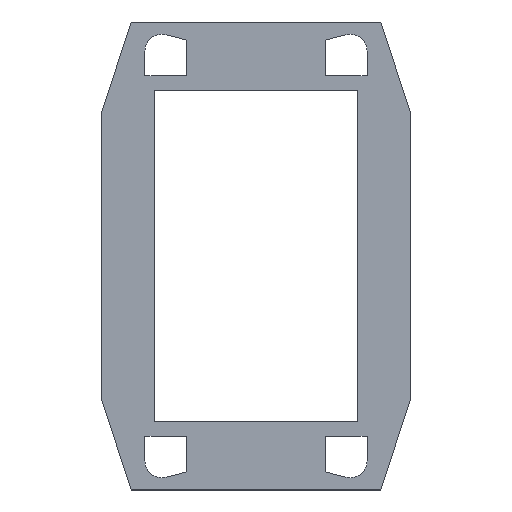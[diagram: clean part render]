
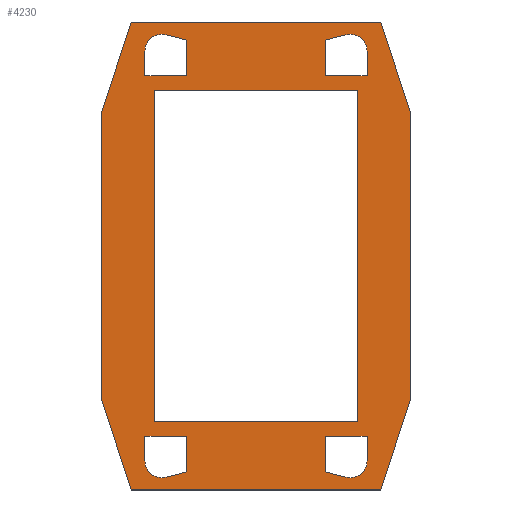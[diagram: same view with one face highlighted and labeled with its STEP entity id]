
A CAD part, top view. The second image highlights one B-rep face of the part: STEP entity #4230.
In plain terms, the highlighted planar face has unit normal (0, 0, 1).
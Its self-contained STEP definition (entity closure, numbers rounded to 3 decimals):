
#200=CARTESIAN_POINT('',(24.993,34.347,-2.));
#210=VERTEX_POINT('',#200);
#240=CARTESIAN_POINT('',(0.,34.347,-2.));
#250=DIRECTION('',(1.,0.,0.));
#260=VECTOR('',#250,1.);
#270=LINE('',#240,#260);
#280=CARTESIAN_POINT('',(17.89,34.347,-2.));
#290=VERTEX_POINT('',#280);
#300=EDGE_CURVE('',#290,#210,#270,.T.);
#670=CARTESIAN_POINT('',(24.993,-27.647,-2.));
#680=VERTEX_POINT('',#670);
#710=CARTESIAN_POINT('',(24.993,0.,-2.));
#720=DIRECTION('',(0.,1.,0.));
#730=VECTOR('',#720,1.);
#740=LINE('',#710,#730);
#750=CARTESIAN_POINT('',(24.993,-33.784,-2.));
#760=VERTEX_POINT('',#750);
#770=EDGE_CURVE('',#760,#680,#740,.T.);
#1140=CARTESIAN_POINT('',(21.541,41.409,-2.));
#1150=VERTEX_POINT('',#1140);
#1180=CARTESIAN_POINT('',(0.,47.181,-2.));
#1190=DIRECTION('',(-0.966,0.259,0.));
#1200=VECTOR('',#1190,1.);
#1210=LINE('',#1180,#1200);
#1220=CARTESIAN_POINT('',(24.993,40.484,-2.));
#1230=VERTEX_POINT('',#1220);
#1240=EDGE_CURVE('',#1230,#1150,#1210,.T.);
#1470=CARTESIAN_POINT('',(0.,43.6,-2.));
#1480=DIRECTION('',(1.,0.,0.));
#1490=VECTOR('',#1480,1.);
#1500=LINE('',#1470,#1490);
#1510=CARTESIAN_POINT('',(15.498,43.6,-2.));
#1520=VERTEX_POINT('',#1510);
#1530=CARTESIAN_POINT('',(58.482,43.6,-2.));
#1540=VERTEX_POINT('',#1530);
#1550=EDGE_CURVE('',#1520,#1540,#1500,.T.);
#1820=CARTESIAN_POINT('',(68.8,-42.912,-2.));
#1830=DIRECTION('',(0.,0.,-1.));
#1840=DIRECTION('',(0.,1.,0.));
#1850=AXIS2_PLACEMENT_3D('',#1820,#1830,#1840);
#1860=PLANE('',#1850);
#1870=CARTESIAN_POINT('',(20.79,-31.907,-2.));
#1880=DIRECTION('',(0.,0.,1.));
#1890=DIRECTION('',(1.,0.,0.));
#1900=AXIS2_PLACEMENT_3D('',#1870,#1880,#1890);
#1910=CIRCLE('',#1900,2.9);
#1920=CARTESIAN_POINT('',(17.89,-31.907,-2.));
#1930=VERTEX_POINT('',#1920);
#1940=CARTESIAN_POINT('',(21.541,-34.709,-2.));
#1950=VERTEX_POINT('',#1940);
#1960=EDGE_CURVE('',#1930,#1950,#1910,.T.);
#1970=ORIENTED_EDGE('',*,*,#1960,.F.);
#1980=CARTESIAN_POINT('',(0.,-40.48,-2.));
#1990=DIRECTION('',(0.966,0.259,0.));
#2000=VECTOR('',#1990,1.);
#2010=LINE('',#1980,#2000);
#2020=EDGE_CURVE('',#1950,#760,#2010,.T.);
#2030=ORIENTED_EDGE('',*,*,#2020,.F.);
#2040=ORIENTED_EDGE('',*,*,#770,.F.);
#2050=CARTESIAN_POINT('',(0.,-27.647,-2.));
#2060=DIRECTION('',(-1.,0.,0.));
#2070=VECTOR('',#2060,1.);
#2080=LINE('',#2050,#2070);
#2090=CARTESIAN_POINT('',(17.89,-27.647,-2.));
#2100=VERTEX_POINT('',#2090);
#2110=EDGE_CURVE('',#680,#2100,#2080,.T.);
#2120=ORIENTED_EDGE('',*,*,#2110,.F.);
#2130=CARTESIAN_POINT('',(17.89,0.,-2.));
#2140=DIRECTION('',(0.,-1.,0.));
#2150=VECTOR('',#2140,1.);
#2160=LINE('',#2130,#2150);
#2170=EDGE_CURVE('',#2100,#1930,#2160,.T.);
#2180=ORIENTED_EDGE('',*,*,#2170,.F.);
#2190=EDGE_LOOP('',(#2180,#2120,#2040,#2030,#1970));
#2200=FACE_BOUND('',#2190,.T.);
#2210=ORIENTED_EDGE('',*,*,#300,.F.);
#2220=CARTESIAN_POINT('',(24.993,0.,-2.));
#2230=DIRECTION('',(0.,1.,0.));
#2240=VECTOR('',#2230,1.);
#2250=LINE('',#2220,#2240);
#2260=EDGE_CURVE('',#210,#1230,#2250,.T.);
#2270=ORIENTED_EDGE('',*,*,#2260,.F.);
#2280=ORIENTED_EDGE('',*,*,#1240,.F.);
#2290=CARTESIAN_POINT('',(20.79,38.608,
-2.));
#2300=DIRECTION('',(0.,0.,-1.));
#2310=DIRECTION('',(-1.,0.,0.));
#2320=AXIS2_PLACEMENT_3D('',#2290,#2300,#2310);
#2330=CIRCLE('',#2320,2.9);
#2340=CARTESIAN_POINT('',(17.89,38.608,-2.));
#2350=VERTEX_POINT('',#2340);
#2360=EDGE_CURVE('',#2350,#1150,#2330,.T.);
#2370=ORIENTED_EDGE('',*,*,#2360,.T.);
#2380=CARTESIAN_POINT('',(17.89,0.,-2.));
#2390=DIRECTION('',(0.,-1.,0.));
#2400=VECTOR('',#2390,1.);
#2410=LINE('',#2380,#2400);
#2420=EDGE_CURVE('',#2350,#290,#2410,.T.);
#2430=ORIENTED_EDGE('',*,*,#2420,.F.);
#2440=EDGE_LOOP('',(#2430,#2370,#2280,#2270,#2210));
#2450=FACE_BOUND('',#2440,.T.);
#2460=CARTESIAN_POINT('',(0.,-20.657,-2.));
#2470=DIRECTION('',(0.966,-0.259,0.));
#2480=VECTOR('',#2470,1.);
#2490=LINE('',#2460,#2480);
#2500=CARTESIAN_POINT('',(48.987,-33.784,-2.));
#2510=VERTEX_POINT('',#2500);
#2520=CARTESIAN_POINT('',(52.44,-34.709,-2.));
#2530=VERTEX_POINT('',#2520);
#2540=EDGE_CURVE('',#2510,#2530,#2490,.T.);
#2550=ORIENTED_EDGE('',*,*,#2540,.F.);
#2560=CARTESIAN_POINT('',(53.19,-31.907,
-2.));
#2570=DIRECTION('',(0.,0.,1.));
#2580=DIRECTION('',(1.,0.,0.));
#2590=AXIS2_PLACEMENT_3D('',#2560,#2570,#2580);
#2600=CIRCLE('',#2590,2.9);
#2610=CARTESIAN_POINT('',(56.09,-31.907,-2.));
#2620=VERTEX_POINT('',#2610);
#2630=EDGE_CURVE('',#2530,#2620,#2600,.T.);
#2640=ORIENTED_EDGE('',*,*,#2630,.F.);
#2650=CARTESIAN_POINT('',(56.09,0.,-2.));
#2660=DIRECTION('',(0.,1.,0.));
#2670=VECTOR('',#2660,1.);
#2680=LINE('',#2650,#2670);
#2690=CARTESIAN_POINT('',(56.09,-27.647,-2.));
#2700=VERTEX_POINT('',#2690);
#2710=EDGE_CURVE('',#2620,#2700,#2680,.T.);
#2720=ORIENTED_EDGE('',*,*,#2710,.F.);
#2730=CARTESIAN_POINT('',(0.,-27.647,-2.));
#2740=DIRECTION('',(-1.,0.,0.));
#2750=VECTOR('',#2740,1.);
#2760=LINE('',#2730,#2750);
#2770=CARTESIAN_POINT('',(48.987,-27.647,-2.));
#2780=VERTEX_POINT('',#2770);
#2790=EDGE_CURVE('',#2700,#2780,#2760,.T.);
#2800=ORIENTED_EDGE('',*,*,#2790,.F.);
#2810=CARTESIAN_POINT('',(48.987,0.,-2.));
#2820=DIRECTION('',(0.,-1.,0.));
#2830=VECTOR('',#2820,1.);
#2840=LINE('',#2810,#2830);
#2850=EDGE_CURVE('',#2780,#2510,#2840,.T.);
#2860=ORIENTED_EDGE('',*,*,#2850,.F.);
#2870=EDGE_LOOP('',(#2860,#2800,#2720,#2640,#2550));
#2880=FACE_BOUND('',#2870,.T.);
#2890=CARTESIAN_POINT('',(0.,-25.15,-2.));
#2900=DIRECTION('',(-1.,0.,0.));
#2910=VECTOR('',#2900,1.);
#2920=LINE('',#2890,#2910);
#2930=CARTESIAN_POINT('',(54.49,-25.15,-2.));
#2940=VERTEX_POINT('',#2930);
#2950=CARTESIAN_POINT('',(19.49,-25.15,-2.));
#2960=VERTEX_POINT('',#2950);
#2970=EDGE_CURVE('',#2940,#2960,#2920,.T.);
#2980=ORIENTED_EDGE('',*,*,#2970,.T.);
#2990=CARTESIAN_POINT('',(54.49,0.,-2.));
#3000=DIRECTION('',(0.,-1.,0.));
#3010=VECTOR('',#3000,1.);
#3020=LINE('',#2990,#3010);
#3030=CARTESIAN_POINT('',(54.49,31.85,-2.));
#3040=VERTEX_POINT('',#3030);
#3050=EDGE_CURVE('',#3040,#2940,#3020,.T.);
#3060=ORIENTED_EDGE('',*,*,#3050,.T.);
#3070=CARTESIAN_POINT('',(0.,31.85,-2.));
#3080=DIRECTION('',(1.,0.,0.));
#3090=VECTOR('',#3080,1.);
#3100=LINE('',#3070,#3090);
#3110=CARTESIAN_POINT('',(19.49,31.85,-2.));
#3120=VERTEX_POINT('',#3110);
#3130=EDGE_CURVE('',#3120,#3040,#3100,.T.);
#3140=ORIENTED_EDGE('',*,*,#3130,.T.);
#3150=CARTESIAN_POINT('',(19.49,0.,-2.));
#3160=DIRECTION('',(0.,1.,0.));
#3170=VECTOR('',#3160,1.);
#3180=LINE('',#3150,#3170);
#3190=EDGE_CURVE('',#2960,#3120,#3180,.T.);
#3200=ORIENTED_EDGE('',*,*,#3190,.T.);
#3210=EDGE_LOOP('',(#3200,#3140,#3060,#2980));
#3220=FACE_BOUND('',#3210,.T.);
#3230=CARTESIAN_POINT('',(56.09,0.,-2.));
#3240=DIRECTION('',(0.,1.,0.));
#3250=VECTOR('',#3240,1.);
#3260=LINE('',#3230,#3250);
#3270=CARTESIAN_POINT('',(56.09,34.347,-2.));
#3280=VERTEX_POINT('',#3270);
#3290=CARTESIAN_POINT('',(56.09,38.608,-2.));
#3300=VERTEX_POINT('',#3290);
#3310=EDGE_CURVE('',#3280,#3300,#3260,.T.);
#3320=ORIENTED_EDGE('',*,*,#3310,.F.);
#3330=CARTESIAN_POINT('',(53.19,38.608,-2.));
#3340=DIRECTION('',(0.,0.,1.));
#3350=DIRECTION('',(1.,0.,0.));
#3360=AXIS2_PLACEMENT_3D('',#3330,#3340,#3350);
#3370=CIRCLE('',#3360,2.9);
#3380=CARTESIAN_POINT('',(52.44,41.409,-2.));
#3390=VERTEX_POINT('',#3380);
#3400=EDGE_CURVE('',#3300,#3390,#3370,.T.);
#3410=ORIENTED_EDGE('',*,*,#3400,.F.);
#3420=CARTESIAN_POINT('',(0.,27.358,-2.));
#3430=DIRECTION('',(-0.966,-0.259,0.));
#3440=VECTOR('',#3430,1.);
#3450=LINE('',#3420,#3440);
#3460=CARTESIAN_POINT('',(48.987,40.484,-2.));
#3470=VERTEX_POINT('',#3460);
#3480=EDGE_CURVE('',#3390,#3470,#3450,.T.);
#3490=ORIENTED_EDGE('',*,*,#3480,.F.);
#3500=CARTESIAN_POINT('',(48.987,0.,-2.));
#3510=DIRECTION('',(0.,-1.,0.));
#3520=VECTOR('',#3510,1.);
#3530=LINE('',#3500,#3520);
#3540=CARTESIAN_POINT('',(48.987,34.347,-2.));
#3550=VERTEX_POINT('',#3540);
#3560=EDGE_CURVE('',#3470,#3550,#3530,.T.);
#3570=ORIENTED_EDGE('',*,*,#3560,.F.);
#3580=CARTESIAN_POINT('',(0.,34.347,-2.));
#3590=DIRECTION('',(1.,0.,0.));
#3600=VECTOR('',#3590,1.);
#3610=LINE('',#3580,#3600);
#3620=EDGE_CURVE('',#3550,#3280,#3610,.T.);
#3630=ORIENTED_EDGE('',*,*,#3620,.F.);
#3640=EDGE_LOOP('',(#3630,#3570,#3490,#3410,#3320));
#3650=FACE_BOUND('',#3640,.T.);
#3660=CARTESIAN_POINT('',(0.,-36.9,-2.));
#3670=DIRECTION('',(-1.,0.,0.));
#3680=VECTOR('',#3670,1.);
#3690=LINE('',#3660,#3680);
#3700=CARTESIAN_POINT('',(58.482,-36.9,-2.));
#3710=VERTEX_POINT('',#3700);
#3720=CARTESIAN_POINT('',(15.498,-36.9,-2.));
#3730=VERTEX_POINT('',#3720);
#3740=EDGE_CURVE('',#3710,#3730,#3690,.T.);
#3750=ORIENTED_EDGE('',*,*,#3740,.F.);
#3760=CARTESIAN_POINT('',(3.509,0.,-2.));
#3770=DIRECTION('',(0.309,-0.951,0.));
#3780=VECTOR('',#3770,1.);
#3790=LINE('',#3760,#3780);
#3800=CARTESIAN_POINT('',(10.49,-21.487,-2.));
#3810=VERTEX_POINT('',#3800);
#3820=EDGE_CURVE('',#3810,#3730,#3790,.T.);
#3830=ORIENTED_EDGE('',*,*,#3820,.T.);
#3840=CARTESIAN_POINT('',(10.49,0.,-2.));
#3850=DIRECTION('',(0.,-1.,0.));
#3860=VECTOR('',#3850,1.);
#3870=LINE('',#3840,#3860);
#3880=CARTESIAN_POINT('',(10.49,28.187,-2.));
#3890=VERTEX_POINT('',#3880);
#3900=EDGE_CURVE('',#3890,#3810,#3870,.T.);
#3910=ORIENTED_EDGE('',*,*,#3900,.T.);
#3920=CARTESIAN_POINT('',(1.332,0.,-2.));
#3930=DIRECTION('',(0.309,0.951,0.));
#3940=VECTOR('',#3930,1.);
#3950=LINE('',#3920,#3940);
#3960=EDGE_CURVE('',#3890,#1520,#3950,.T.);
#3970=ORIENTED_EDGE('',*,*,#3960,.F.);
#3980=ORIENTED_EDGE('',*,*,#1550,.F.);
#3990=CARTESIAN_POINT('',(72.649,0.,-2.));
#4000=DIRECTION('',(-0.309,0.951,0.));
#4010=VECTOR('',#4000,1.);
#4020=LINE('',#3990,#4010);
#4030=CARTESIAN_POINT('',(63.49,28.187,-2.));
#4040=VERTEX_POINT('',#4030);
#4050=EDGE_CURVE('',#4040,#1540,#4020,.T.);
#4060=ORIENTED_EDGE('',*,*,#4050,.T.);
#4070=CARTESIAN_POINT('',(63.49,0.,-2.));
#4080=DIRECTION('',(0.,-1.,0.));
#4090=VECTOR('',#4080,1.);
#4100=LINE('',#4070,#4090);
#4110=CARTESIAN_POINT('',(63.49,-21.487,-2.));
#4120=VERTEX_POINT('',#4110);
#4130=EDGE_CURVE('',#4040,#4120,#4100,.T.);
#4140=ORIENTED_EDGE('',*,*,#4130,.F.);
#4150=CARTESIAN_POINT('',(70.472,0.,-2.));
#4160=DIRECTION('',(-0.309,-0.951,0.));
#4170=VECTOR('',#4160,1.);
#4180=LINE('',#4150,#4170);
#4190=EDGE_CURVE('',#4120,#3710,#4180,.T.);
#4200=ORIENTED_EDGE('',*,*,#4190,.F.);
#4210=EDGE_LOOP('',(#4200,#4140,#4060,#3980,#3970,#3910,#3830,#3750));
#4220=FACE_OUTER_BOUND('',#4210,.T.);
#4230=ADVANCED_FACE('',(#2200,#2450,#2880,#3220,#3650,#4220),#1860,.F.);
